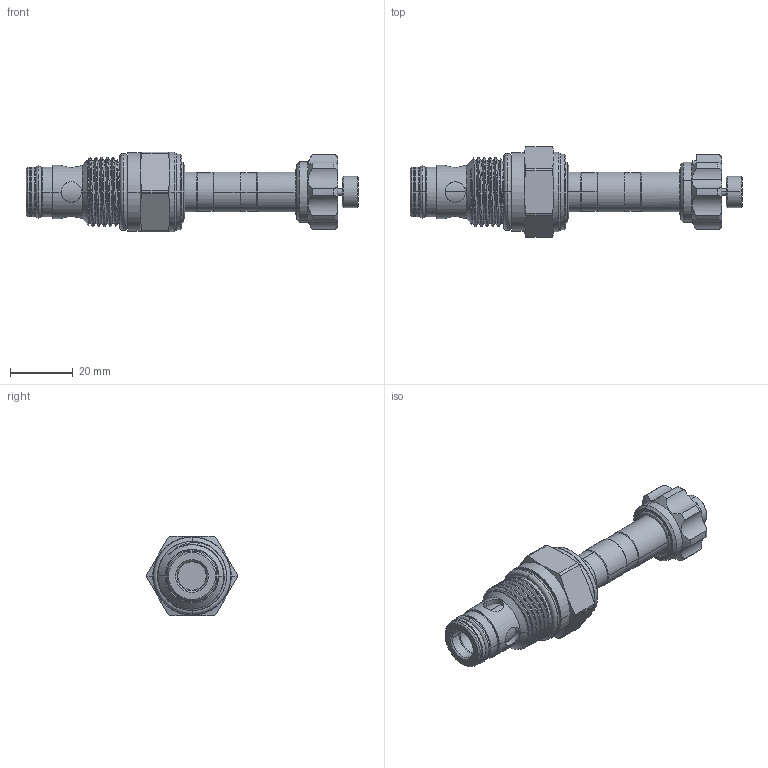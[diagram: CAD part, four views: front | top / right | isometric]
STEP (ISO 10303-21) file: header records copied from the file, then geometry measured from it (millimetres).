
FILE_DESCRIPTION (( 'STEP AP203' ), '1' );
FILE_NAME ('EP10W2A06P05.STEP', '2016-08-23T03:26:31', ( '' ), ( '' ), 'SwSTEP 2.0', 'SolidWorks 2012', '' );
FILE_SCHEMA (( 'CONFIG_CONTROL_DESIGN' ));
Length unit declared in the file: millimetre
Products named in the file (1): EP10W2A06P05
Bounding box: 105.6 x 28.8 x 25.4 mm (x, y, z)
Volume: 26132 mm3; surface area: 10449.9 mm2
Topology: 4 solids, 4 shells, 279 faces, 664 edges, 408 vertices
Faces by surface type: cylinder 128, plane 50, cone 50, torus 38, bspline 13
Entity records: 18359 total; most frequent: CARTESIAN_POINT 11980, DIRECTION 1351, ORIENTED_EDGE 1328, EDGE_CURVE 664, AXIS2_PLACEMENT_3D 570, VERTEX_POINT 408, CIRCLE 303, EDGE_LOOP 302
